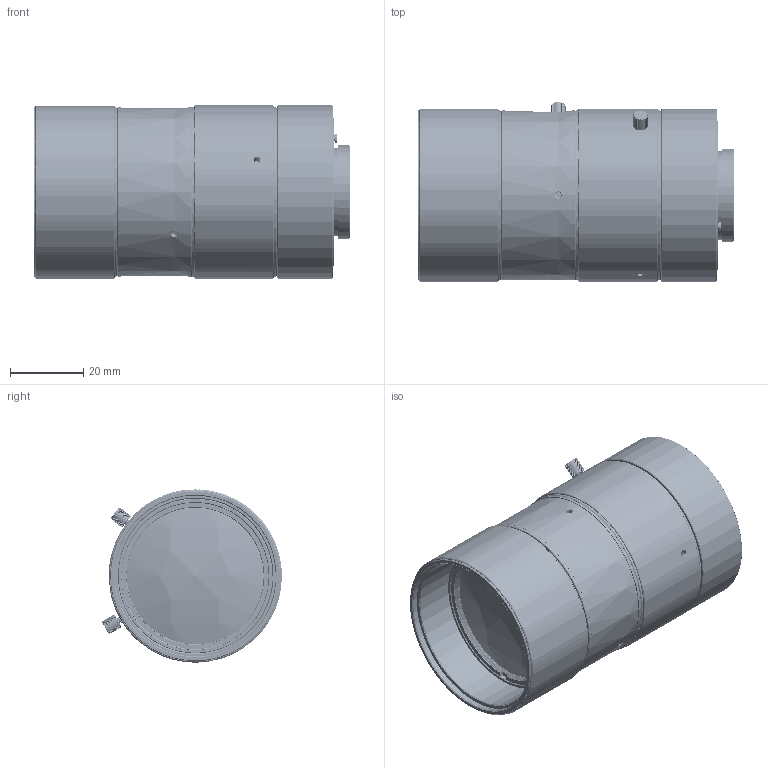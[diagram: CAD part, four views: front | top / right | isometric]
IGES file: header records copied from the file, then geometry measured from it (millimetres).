
Start section: SolidWorks IGES file using analytic representation for surfaces
Global section: file name: 0HMJ994375320总装.IGS; native system: SolidWorks 2017; preprocessor: SolidWorks 2017; author: gc; date: 221213.112932; units: millimetre
Bounding box: 86.55 x 49.1 x 47.3 mm (x, y, z)
Surface area: 95916.9 mm2 (no closed solid volume)
Topology: 0 solids, 0 shells, 2775 faces, 33761 edges, 33750 vertices
Faces by surface type: revolution 1763, bspline 1012
